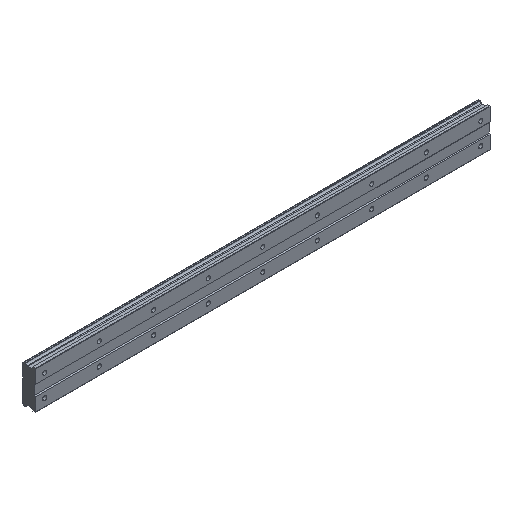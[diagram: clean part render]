
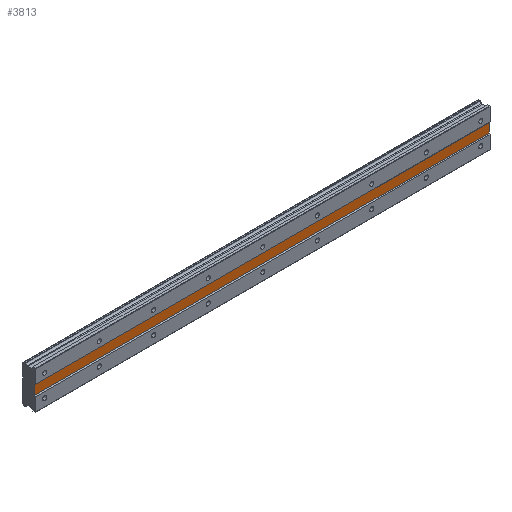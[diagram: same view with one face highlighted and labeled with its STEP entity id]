
A CAD part, isometric view. The second image highlights one B-rep face of the part: STEP entity #3813.
In plain terms, the highlighted planar face has unit normal (0, -1, 0).
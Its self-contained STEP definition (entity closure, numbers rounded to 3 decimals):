
#6 = VECTOR ( 'NONE', #1223, 1000. ) ;
#10 = LINE ( 'NONE', #3686, #2951 ) ;
#175 = CARTESIAN_POINT ( 'NONE',  ( 490., 1., 5. ) ) ;
#262 = CARTESIAN_POINT ( 'NONE',  ( -10., 1., 20.827 ) ) ;
#382 = ORIENTED_EDGE ( 'NONE', *, *, #3022, .F. ) ;
#504 = CARTESIAN_POINT ( 'NONE',  ( 490., 1., 20.827 ) ) ;
#608 = DIRECTION ( 'NONE',  ( 1., 0., 0. ) ) ;
#817 = CARTESIAN_POINT ( 'NONE',  ( -10., 1., -5. ) ) ;
#848 = CARTESIAN_POINT ( 'NONE',  ( 490., 1., -5. ) ) ;
#860 = CARTESIAN_POINT ( 'NONE',  ( -10., 1., 5. ) ) ;
#902 = ORIENTED_EDGE ( 'NONE', *, *, #3746, .F. ) ;
#981 = VERTEX_POINT ( 'NONE', #817 ) ;
#1138 = DIRECTION ( 'NONE',  ( 0., 1., 0. ) ) ;
#1223 = DIRECTION ( 'NONE',  ( 0., 0., -1. ) ) ;
#1277 = CARTESIAN_POINT ( 'NONE',  ( 490., 1., -5. ) ) ;
#1443 = FACE_OUTER_BOUND ( 'NONE', #2999, .T. ) ;
#1686 = ORIENTED_EDGE ( 'NONE', *, *, #3967, .T. ) ;
#1742 = VECTOR ( 'NONE', #3738, 1000. ) ;
#1748 = LINE ( 'NONE', #504, #2758 ) ;
#1864 = AXIS2_PLACEMENT_3D ( 'NONE', #175, #1138, #2367 ) ;
#1976 = DIRECTION ( 'NONE',  ( 0., 0., -1. ) ) ;
#2194 = LINE ( 'NONE', #1277, #1742 ) ;
#2367 = DIRECTION ( 'NONE',  ( 0., 0., 1. ) ) ;
#2666 = PLANE ( 'NONE',  #1864 ) ;
#2758 = VECTOR ( 'NONE', #1976, 1000. ) ;
#2951 = VECTOR ( 'NONE', #608, 1000. ) ;
#2953 = VERTEX_POINT ( 'NONE', #3842 ) ;
#2999 = EDGE_LOOP ( 'NONE', ( #1686, #902, #382, #3369 ) ) ;
#3004 = LINE ( 'NONE', #262, #6 ) ;
#3022 = EDGE_CURVE ( 'NONE', #3923, #2953, #10, .T. ) ;
#3335 = EDGE_CURVE ( 'NONE', #3923, #981, #3004, .T. ) ;
#3369 = ORIENTED_EDGE ( 'NONE', *, *, #3335, .T. ) ;
#3686 = CARTESIAN_POINT ( 'NONE',  ( 490., 1., 5. ) ) ;
#3738 = DIRECTION ( 'NONE',  ( 1., 0., 0. ) ) ;
#3746 = EDGE_CURVE ( 'NONE', #2953, #3773, #1748, .T. ) ;
#3773 = VERTEX_POINT ( 'NONE', #848 ) ;
#3813 = ADVANCED_FACE ( 'NONE', ( #1443 ), #2666, .F. ) ;
#3842 = CARTESIAN_POINT ( 'NONE',  ( 490., 1., 5. ) ) ;
#3923 = VERTEX_POINT ( 'NONE', #860 ) ;
#3967 = EDGE_CURVE ( 'NONE', #981, #3773, #2194, .T. ) ;
